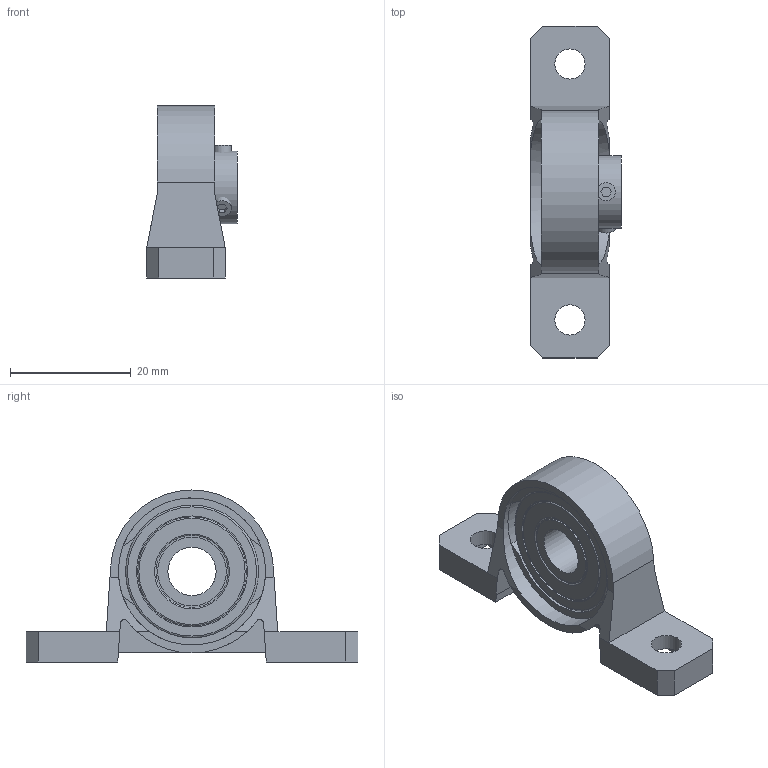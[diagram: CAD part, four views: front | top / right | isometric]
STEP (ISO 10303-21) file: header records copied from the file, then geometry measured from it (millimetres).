
FILE_DESCRIPTION(('FreeCAD Model'),'2;1');
FILE_NAME('Open CASCADE Shape Model','2022-02-23T22:00:12',(''),(''), 'Open CASCADE STEP processor 7.5','FreeCAD','Unknown');
FILE_SCHEMA(('AUTOMOTIVE_DESIGN { 1 0 10303 214 1 1 1 1 }'));
Length unit declared in the file: millimetre
Products named in the file (30): KP08; Balls; Ball 001; Ball 002; Ball 003; Ball 004; Ball 005; Ball 006; Ball 007; Cages; Cage 001; Cage 002; Rivets; Rivet 001; Rivet 002; Rivet 003; Rivet 004; Rivet 005; Rivet 006; Rivet 007; Seals; Seal 001; Seal 002; Rings; Outer Ring001; Inner Ring001; Set screws; Body; Case; Metal case
Assembly tree (29 placements, depth 3):
  KP08
    Balls
      Ball 001
      Ball 002
      Ball 003
      Ball 004
      Ball 005
      Ball 006
      Ball 007
    Cages
      Cage 001
      Cage 002
    Rivets
      Rivet 001
      Rivet 002
      Rivet 003
      Rivet 004
      Rivet 005
      Rivet 006
      Rivet 007
    Seals
      Seal 001
      Seal 002
    Rings
      Outer Ring001
      Inner Ring001
    Set screws
      Body
    Case
      Metal case
Bounding box: 15 x 55 x 28.5 mm (x, y, z)
Volume: 5497.2 mm3; surface area: 7437.3 mm2
Topology: 35 solids, 35 shells, 332 faces, 767 edges, 512 vertices
Faces by surface type: plane 152, cylinder 121, sphere 49, torus 7, revolution 2, bspline 1
Full cylindrical faces by diameter (mm): 0.5 x21, 3 x2, 5 x2, 8 x1, 11 x4, 11.4 x1, 12 x5, 13 x2, 17 x2, 18 x4, 18.4 x2, 19 x4, 22 x2, 24.2 x1, 24.4 x1
Entity records: 20762 total; most frequent: CARTESIAN_POINT 4839, DIRECTION 2937, ORIENTED_EDGE 1464, PCURVE 1464, DEFINITIONAL_REPRESENTATION 1464, LINE 1157, VECTOR 1157, AXIS2_PLACEMENT_3D 750
